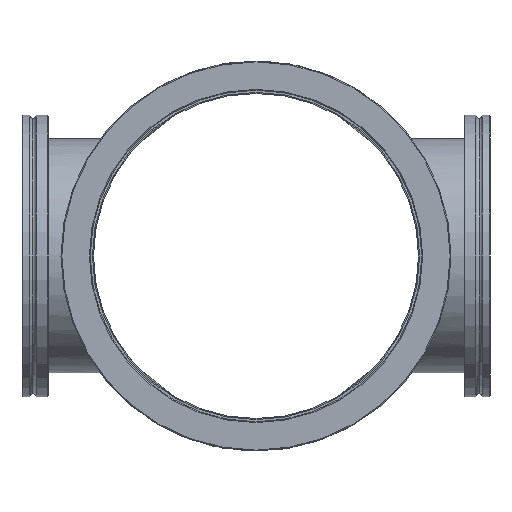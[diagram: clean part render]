
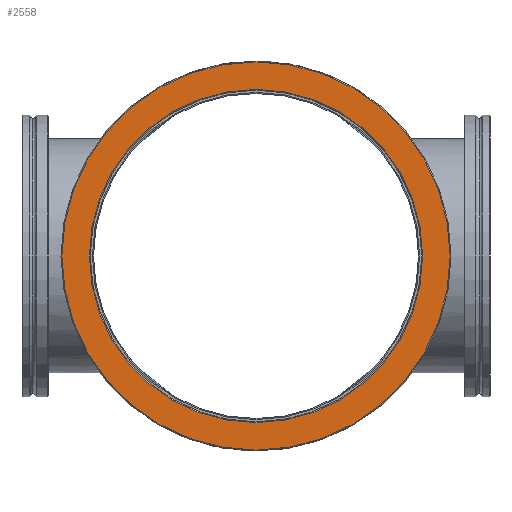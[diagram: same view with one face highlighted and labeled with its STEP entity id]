
A CAD part, left-side view. The second image highlights one B-rep face of the part: STEP entity #2558.
In plain terms, the highlighted face is planar.
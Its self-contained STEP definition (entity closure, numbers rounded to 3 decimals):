
#209 = CIRCLE ( 'NONE', #2081, 89.6 ) ;
#256 = ORIENTED_EDGE ( 'NONE', *, *, #2078, .T. ) ;
#336 = ORIENTED_EDGE ( 'NONE', *, *, #837, .T. ) ;
#408 = ORIENTED_EDGE ( 'NONE', *, *, #1414, .T. ) ;
#457 = CARTESIAN_POINT ( 'NONE',  ( -76.5, 0., 0. ) ) ;
#608 = FACE_OUTER_BOUND ( 'NONE', #662, .T. ) ;
#640 = CARTESIAN_POINT ( 'NONE',  ( 0., 0., 0. ) ) ;
#660 = CARTESIAN_POINT ( 'NONE',  ( 0., 0., 76.9 ) ) ;
#662 = EDGE_LOOP ( 'NONE', ( #256, #1319 ) ) ;
#690 = DIRECTION ( 'NONE',  ( 0., -1., 0. ) ) ;
#837 = EDGE_CURVE ( 'NONE', #2759, #1740, #2731, .T. ) ;
#866 = DIRECTION ( 'NONE',  ( 0., 0., -1. ) ) ;
#1059 = CARTESIAN_POINT ( 'NONE',  ( 0., 0., 0. ) ) ;
#1157 = AXIS2_PLACEMENT_3D ( 'NONE', #2717, #1328, #2933 ) ;
#1198 = DIRECTION ( 'NONE',  ( 0., 1., 0. ) ) ;
#1287 = DIRECTION ( 'NONE',  ( 0., 0., -1. ) ) ;
#1319 = ORIENTED_EDGE ( 'NONE', *, *, #2387, .T. ) ;
#1328 = DIRECTION ( 'NONE',  ( 0., -1., 0. ) ) ;
#1414 = EDGE_CURVE ( 'NONE', #1740, #2759, #1908, .T. ) ;
#1423 = VERTEX_POINT ( 'NONE', #2217 ) ;
#1474 = FACE_BOUND ( 'NONE', #1592, .T. ) ;
#1592 = EDGE_LOOP ( 'NONE', ( #408, #336 ) ) ;
#1641 = VERTEX_POINT ( 'NONE', #1814 ) ;
#1740 = VERTEX_POINT ( 'NONE', #2074 ) ;
#1814 = CARTESIAN_POINT ( 'NONE',  ( 0., 0., 89.6 ) ) ;
#1866 = AXIS2_PLACEMENT_3D ( 'NONE', #457, #690, #2314 ) ;
#1908 = CIRCLE ( 'NONE', #2573, 76.9 ) ;
#2073 = AXIS2_PLACEMENT_3D ( 'NONE', #2587, #1198, #2816 ) ;
#2074 = CARTESIAN_POINT ( 'NONE',  ( 0., 0., -76.9 ) ) ;
#2078 = EDGE_CURVE ( 'NONE', #1641, #1423, #2165, .T. ) ;
#2081 = AXIS2_PLACEMENT_3D ( 'NONE', #640, #2261, #866 ) ;
#2165 = CIRCLE ( 'NONE', #1157, 89.6 ) ;
#2217 = CARTESIAN_POINT ( 'NONE',  ( 0., 0., -89.6 ) ) ;
#2261 = DIRECTION ( 'NONE',  ( 0., -1., 0. ) ) ;
#2305 = PLANE ( 'NONE',  #1866 ) ;
#2314 = DIRECTION ( 'NONE',  ( 0., 0., -1. ) ) ;
#2387 = EDGE_CURVE ( 'NONE', #1423, #1641, #209, .T. ) ;
#2558 = ADVANCED_FACE ( 'NONE', ( #1474, #608 ), #2305, .T. ) ;
#2573 = AXIS2_PLACEMENT_3D ( 'NONE', #1059, #2674, #1287 ) ;
#2587 = CARTESIAN_POINT ( 'NONE',  ( 0., 0., 0. ) ) ;
#2674 = DIRECTION ( 'NONE',  ( 0., 1., 0. ) ) ;
#2717 = CARTESIAN_POINT ( 'NONE',  ( 0., 0., 0. ) ) ;
#2731 = CIRCLE ( 'NONE', #2073, 76.9 ) ;
#2759 = VERTEX_POINT ( 'NONE', #660 ) ;
#2816 = DIRECTION ( 'NONE',  ( 0., 0., -1. ) ) ;
#2933 = DIRECTION ( 'NONE',  ( 0., 0., -1. ) ) ;
